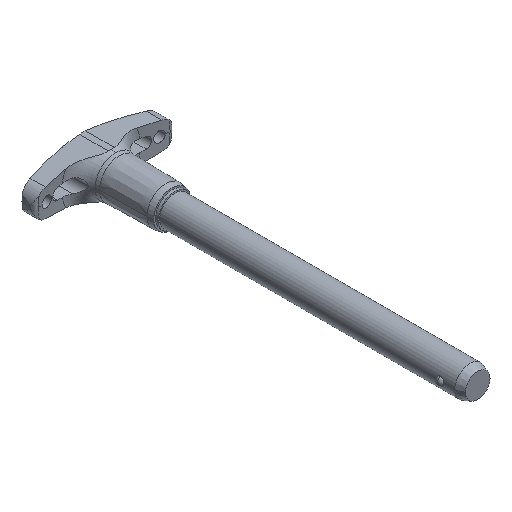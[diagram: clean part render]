
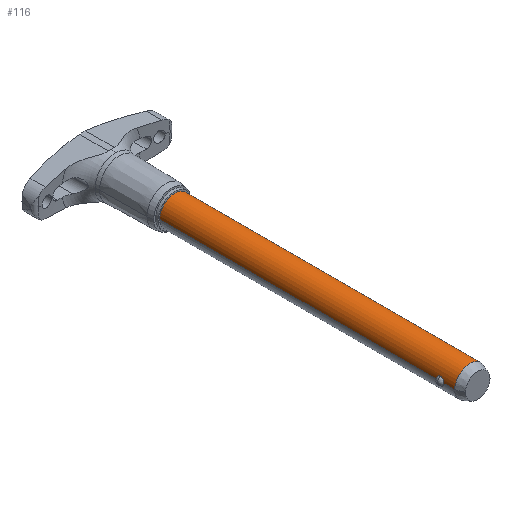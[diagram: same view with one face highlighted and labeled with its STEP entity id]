
A CAD part, isometric view. The second image highlights one B-rep face of the part: STEP entity #116.
In plain terms, the highlighted cylindrical face has radius 5.556 mm (diameter 11.113 mm), a partial arc.
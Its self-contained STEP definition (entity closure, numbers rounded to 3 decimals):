
#116=ADVANCED_FACE('',(#291),#292,.T.);
#291=FACE_OUTER_BOUND('',#526,.T.);
#292=CYLINDRICAL_SURFACE('',#527,5.556);
#526=EDGE_LOOP('',(#825,#826,#827,#828,#829,#830,#831,#832,#833,#834));
#527=AXIS2_PLACEMENT_3D('',#835,#836,#837);
#825=ORIENTED_EDGE('',*,*,#1509,.T.);
#826=ORIENTED_EDGE('',*,*,#1510,.T.);
#827=ORIENTED_EDGE('',*,*,#1511,.T.);
#828=ORIENTED_EDGE('',*,*,#1512,.T.);
#829=ORIENTED_EDGE('',*,*,#1513,.F.);
#830=ORIENTED_EDGE('',*,*,#1514,.T.);
#831=ORIENTED_EDGE('',*,*,#1515,.T.);
#832=ORIENTED_EDGE('',*,*,#1516,.T.);
#833=ORIENTED_EDGE('',*,*,#1517,.T.);
#834=ORIENTED_EDGE('',*,*,#1518,.T.);
#835=CARTESIAN_POINT('',(0.0,-55.626,0.0));
#836=DIRECTION('',(-0.0,1.0,0.0));
#837=DIRECTION('',(1.0,0.0,0.0));
#1509=EDGE_CURVE('',#1845,#1846,#1847,.T.);
#1510=EDGE_CURVE('',#1846,#1848,#1849,.T.);
#1511=EDGE_CURVE('',#1848,#1850,#1851,.T.);
#1512=EDGE_CURVE('',#1850,#1852,#1853,.T.);
#1513=EDGE_CURVE('',#1854,#1852,#1855,.T.);
#1514=EDGE_CURVE('',#1854,#1856,#1857,.T.);
#1515=EDGE_CURVE('',#1856,#1858,#1859,.T.);
#1516=EDGE_CURVE('',#1858,#1860,#1861,.T.);
#1517=EDGE_CURVE('',#1860,#1862,#1863,.T.);
#1518=EDGE_CURVE('',#1862,#1845,#1864,.T.);
#1845=VERTEX_POINT('',#2694);
#1846=VERTEX_POINT('',#2695);
#1847=LINE('',#2696,#2697);
#1848=VERTEX_POINT('',#2698);
#1849=B_SPLINE_CURVE_WITH_KNOTS('',3,(#2699,#2700,#2701,#2702,#2703,#2704,#2705,#2706,#2707,#2708,#2709,#2710,#2711,#2712),.UNSPECIFIED.,.F.,.F.,(4,2,2,2,2,2,4),(2.12,2.485,2.851,3.07,3.29,3.764,4.239),.UNSPECIFIED.);
#1850=VERTEX_POINT('',#2713);
#1851=B_SPLINE_CURVE_WITH_KNOTS('',3,(#2714,#2715,#2716,#2717,#2718,#2719,#2720,#2721,#2722,#2723,#2724,#2725,#2726,#2727),.UNSPECIFIED.,.F.,.F.,(4,2,2,2,2,2,4),(4.239,4.714,5.188,5.408,5.627,5.993,6.359),.UNSPECIFIED.);
#1852=VERTEX_POINT('',#2728);
#1853=LINE('',#2729,#2730);
#1854=VERTEX_POINT('',#2731);
#1855=CIRCLE('',#2732,5.556);
#1856=VERTEX_POINT('',#2733);
#1857=LINE('',#2734,#2735);
#1858=VERTEX_POINT('',#2736);
#1859=B_SPLINE_CURVE_WITH_KNOTS('',3,(#2737,#2738,#2739,#2740,#2741,#2742,#2743,#2744,#2745,#2746,#2747,#2748,#2749,#2750),.UNSPECIFIED.,.F.,.F.,(4,2,2,2,2,2,4),(6.359,6.724,7.09,7.309,7.529,8.003,8.478),.UNSPECIFIED.);
#1860=VERTEX_POINT('',#2751);
#1861=B_SPLINE_CURVE_WITH_KNOTS('',3,(#2752,#2753,#2754,#2755,#2756,#2757,#2758,#2759,#2760,#2761,#2762,#2763,#2764,#2765),.UNSPECIFIED.,.F.,.F.,(4,2,2,2,2,2,4),(0.0,0.475,0.949,1.169,1.388,1.754,2.12),.UNSPECIFIED.);
#1862=VERTEX_POINT('',#2766);
#1863=LINE('',#2767,#2768);
#1864=CIRCLE('',#2769,5.556);
#2694=CARTESIAN_POINT('',(5.556,-108.356,0.0));
#2695=CARTESIAN_POINT('',(5.556,-104.357,0.));
#2696=CARTESIAN_POINT('',(5.556,-55.626,0.));
#2697=VECTOR('',#3987,1.0);
#2698=CARTESIAN_POINT('',(5.365,-102.978,1.446));
#2699=CARTESIAN_POINT('',(5.556,-104.357,0.));
#2700=CARTESIAN_POINT('',(5.556,-104.357,0.122));
#2701=CARTESIAN_POINT('',(5.552,-104.341,0.254));
#2702=CARTESIAN_POINT('',(5.534,-104.276,0.509));
#2703=CARTESIAN_POINT('',(5.521,-104.225,0.632));
#2704=CARTESIAN_POINT('',(5.499,-104.131,0.801));
#2705=CARTESIAN_POINT('',(5.488,-104.087,0.868));
#2706=CARTESIAN_POINT('',(5.467,-103.988,0.992));
#2707=CARTESIAN_POINT('',(5.456,-103.933,1.049));
#2708=CARTESIAN_POINT('',(5.426,-103.763,1.203));
#2709=CARTESIAN_POINT('',(5.404,-103.619,1.294));
#2710=CARTESIAN_POINT('',(5.373,-103.305,1.416));
#2711=CARTESIAN_POINT('',(5.365,-103.136,1.446));
#2712=CARTESIAN_POINT('',(5.365,-102.978,1.446));
#2713=CARTESIAN_POINT('',(5.556,-101.6,0.));
#2714=CARTESIAN_POINT('',(5.365,-102.978,1.446));
#2715=CARTESIAN_POINT('',(5.365,-102.82,1.446));
#2716=CARTESIAN_POINT('',(5.373,-102.651,1.416));
#2717=CARTESIAN_POINT('',(5.404,-102.338,1.294));
#2718=CARTESIAN_POINT('',(5.426,-102.194,1.203));
#2719=CARTESIAN_POINT('',(5.456,-102.023,1.049));
#2720=CARTESIAN_POINT('',(5.467,-101.968,0.992));
#2721=CARTESIAN_POINT('',(5.488,-101.87,0.868));
#2722=CARTESIAN_POINT('',(5.499,-101.826,0.801));
#2723=CARTESIAN_POINT('',(5.521,-101.731,0.632));
#2724=CARTESIAN_POINT('',(5.534,-101.681,0.509));
#2725=CARTESIAN_POINT('',(5.552,-101.615,0.254));
#2726=CARTESIAN_POINT('',(5.556,-101.6,0.122));
#2727=CARTESIAN_POINT('',(5.556,-101.6,0.));
#2728=CARTESIAN_POINT('',(5.556,0.0,0.0));
#2729=CARTESIAN_POINT('',(5.556,-55.626,0.));
#2730=VECTOR('',#3988,1.0);
#2731=CARTESIAN_POINT('',(-5.556,0.0,0.));
#2732=AXIS2_PLACEMENT_3D('',#3989,#3990,#3991);
#2733=CARTESIAN_POINT('',(-5.556,-101.6,0.));
#2734=CARTESIAN_POINT('',(-5.556,-55.626,0.));
#2735=VECTOR('',#3992,1.0);
#2736=CARTESIAN_POINT('',(-5.365,-102.978,1.446));
#2737=CARTESIAN_POINT('',(-5.556,-101.6,0.));
#2738=CARTESIAN_POINT('',(-5.556,-101.6,0.122));
#2739=CARTESIAN_POINT('',(-5.552,-101.615,0.254));
#2740=CARTESIAN_POINT('',(-5.534,-101.681,0.509));
#2741=CARTESIAN_POINT('',(-5.521,-101.731,0.632));
#2742=CARTESIAN_POINT('',(-5.499,-101.826,0.801));
#2743=CARTESIAN_POINT('',(-5.488,-101.87,0.868));
#2744=CARTESIAN_POINT('',(-5.467,-101.968,0.992));
#2745=CARTESIAN_POINT('',(-5.456,-102.023,1.049));
#2746=CARTESIAN_POINT('',(-5.426,-102.194,1.203));
#2747=CARTESIAN_POINT('',(-5.404,-102.338,1.294));
#2748=CARTESIAN_POINT('',(-5.373,-102.651,1.416));
#2749=CARTESIAN_POINT('',(-5.365,-102.82,1.446));
#2750=CARTESIAN_POINT('',(-5.365,-102.978,1.446));
#2751=CARTESIAN_POINT('',(-5.556,-104.357,0.));
#2752=CARTESIAN_POINT('',(-5.365,-102.978,1.446));
#2753=CARTESIAN_POINT('',(-5.365,-103.136,1.446));
#2754=CARTESIAN_POINT('',(-5.373,-103.305,1.416));
#2755=CARTESIAN_POINT('',(-5.404,-103.619,1.294));
#2756=CARTESIAN_POINT('',(-5.426,-103.763,1.203));
#2757=CARTESIAN_POINT('',(-5.456,-103.933,1.049));
#2758=CARTESIAN_POINT('',(-5.467,-103.988,0.992));
#2759=CARTESIAN_POINT('',(-5.488,-104.087,0.868));
#2760=CARTESIAN_POINT('',(-5.499,-104.131,0.801));
#2761=CARTESIAN_POINT('',(-5.521,-104.225,0.632));
#2762=CARTESIAN_POINT('',(-5.534,-104.276,0.509));
#2763=CARTESIAN_POINT('',(-5.552,-104.341,0.254));
#2764=CARTESIAN_POINT('',(-5.556,-104.357,0.122));
#2765=CARTESIAN_POINT('',(-5.556,-104.357,0.));
#2766=CARTESIAN_POINT('',(-5.556,-108.356,0.));
#2767=CARTESIAN_POINT('',(-5.556,-55.626,0.));
#2768=VECTOR('',#3993,1.0);
#2769=AXIS2_PLACEMENT_3D('',#3994,#3995,#3996);
#3987=DIRECTION('',(0.0,1.0,0.0));
#3988=DIRECTION('',(0.0,1.0,0.0));
#3989=CARTESIAN_POINT('',(0.0,0.0,0.0));
#3990=DIRECTION('',(-0.0,1.0,0.0));
#3991=DIRECTION('',(1.0,0.0,0.0));
#3992=DIRECTION('',(-0.0,-1.0,-0.0));
#3993=DIRECTION('',(-0.0,-1.0,-0.0));
#3994=CARTESIAN_POINT('',(0.0,-108.356,0.0));
#3995=DIRECTION('',(0.,1.0,0.0));
#3996=DIRECTION('',(1.0,0.,0.0));
